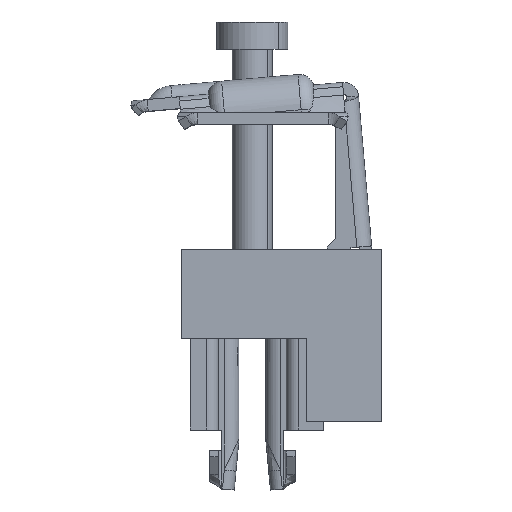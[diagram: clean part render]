
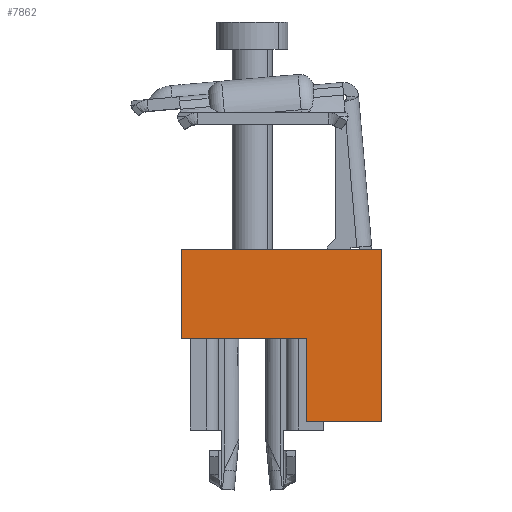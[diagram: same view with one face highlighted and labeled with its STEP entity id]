
A CAD part, top view. The second image highlights one B-rep face of the part: STEP entity #7862.
In plain terms, the highlighted face is planar.
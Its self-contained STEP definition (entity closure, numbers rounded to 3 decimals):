
#166 = CARTESIAN_POINT ( 'NONE',  ( 12.5, 0., 10.6 ) ) ;
#195 = FACE_OUTER_BOUND ( 'NONE', #3793, .T. ) ;
#684 = EDGE_CURVE ( 'NONE', #13525, #2211, #6318, .T. ) ;
#979 = DIRECTION ( 'NONE',  ( 0., 0., -1. ) ) ;
#1406 = ORIENTED_EDGE ( 'NONE', *, *, #2032, .T. ) ;
#1487 = DIRECTION ( 'NONE',  ( 0., 0., -1. ) ) ;
#1505 = EDGE_CURVE ( 'NONE', #2211, #9736, #5039, .T. ) ;
#1810 = VERTEX_POINT ( 'NONE', #9953 ) ;
#1992 = CARTESIAN_POINT ( 'NONE',  ( 12.5, 17.749, -23.2 ) ) ;
#2032 = EDGE_CURVE ( 'NONE', #13525, #10147, #6757, .T. ) ;
#2211 = VERTEX_POINT ( 'NONE', #13846 ) ;
#2287 = DIRECTION ( 'NONE',  ( 0., 1., 0. ) ) ;
#2421 = VECTOR ( 'NONE', #979, 1000. ) ;
#2443 = CARTESIAN_POINT ( 'NONE',  ( 12.5, -29., -23.2 ) ) ;
#2610 = CARTESIAN_POINT ( 'NONE',  ( 12.5, -29., 10.6 ) ) ;
#2696 = EDGE_CURVE ( 'NONE', #9736, #16196, #8334, .T. ) ;
#2825 = CARTESIAN_POINT ( 'NONE',  ( 12.5, 0., -23.2 ) ) ;
#3699 = ORIENTED_EDGE ( 'NONE', *, *, #9513, .T. ) ;
#3717 = ORIENTED_EDGE ( 'NONE', *, *, #684, .F. ) ;
#3793 = EDGE_LOOP ( 'NONE', ( #1406, #12972, #3699, #8372, #12748, #3717 ) ) ;
#4240 = DIRECTION ( 'NONE',  ( 0., 0., 1. ) ) ;
#4575 = VECTOR ( 'NONE', #1487, 1000. ) ;
#4749 = AXIS2_PLACEMENT_3D ( 'NONE', #10082, #12682, #4240 ) ;
#5039 = LINE ( 'NONE', #166, #4575 ) ;
#5268 = LINE ( 'NONE', #11732, #7343 ) ;
#5356 = EDGE_CURVE ( 'NONE', #10147, #1810, #5268, .T. ) ;
#5510 = DIRECTION ( 'NONE',  ( 0., 0., -1. ) ) ;
#6318 = LINE ( 'NONE', #2610, #12660 ) ;
#6757 = LINE ( 'NONE', #12878, #8815 ) ;
#7343 = VECTOR ( 'NONE', #12800, 1000. ) ;
#7699 = PLANE ( 'NONE',  #4749 ) ;
#7862 = ADVANCED_FACE ( 'NONE', ( #195 ), #7699, .F. ) ;
#8196 = CARTESIAN_POINT ( 'NONE',  ( 12.5, -15., 10.6 ) ) ;
#8334 = LINE ( 'NONE', #1992, #11423 ) ;
#8372 = ORIENTED_EDGE ( 'NONE', *, *, #2696, .F. ) ;
#8815 = VECTOR ( 'NONE', #5510, 1000. ) ;
#9403 = DIRECTION ( 'NONE',  ( 0., -1., 0. ) ) ;
#9513 = EDGE_CURVE ( 'NONE', #1810, #16196, #14788, .T. ) ;
#9736 = VERTEX_POINT ( 'NONE', #2825 ) ;
#9782 = CARTESIAN_POINT ( 'NONE',  ( 12.5, -15., -10.6 ) ) ;
#9953 = CARTESIAN_POINT ( 'NONE',  ( 12.5, -29., -10.6 ) ) ;
#10082 = CARTESIAN_POINT ( 'NONE',  ( 12.5, -29., 10.6 ) ) ;
#10147 = VERTEX_POINT ( 'NONE', #9782 ) ;
#11423 = VECTOR ( 'NONE', #9403, 1000. ) ;
#11732 = CARTESIAN_POINT ( 'NONE',  ( 12.5, -15., -10.6 ) ) ;
#12660 = VECTOR ( 'NONE', #2287, 1000. ) ;
#12682 = DIRECTION ( 'NONE',  ( -1., 0., 0. ) ) ;
#12748 = ORIENTED_EDGE ( 'NONE', *, *, #1505, .F. ) ;
#12800 = DIRECTION ( 'NONE',  ( 0., -1., 0. ) ) ;
#12878 = CARTESIAN_POINT ( 'NONE',  ( 12.5, -15., -10.6 ) ) ;
#12972 = ORIENTED_EDGE ( 'NONE', *, *, #5356, .T. ) ;
#13525 = VERTEX_POINT ( 'NONE', #8196 ) ;
#13846 = CARTESIAN_POINT ( 'NONE',  ( 12.5, 0., 10.6 ) ) ;
#14788 = LINE ( 'NONE', #16031, #2421 ) ;
#16031 = CARTESIAN_POINT ( 'NONE',  ( 12.5, -29., 10.6 ) ) ;
#16196 = VERTEX_POINT ( 'NONE', #2443 ) ;
